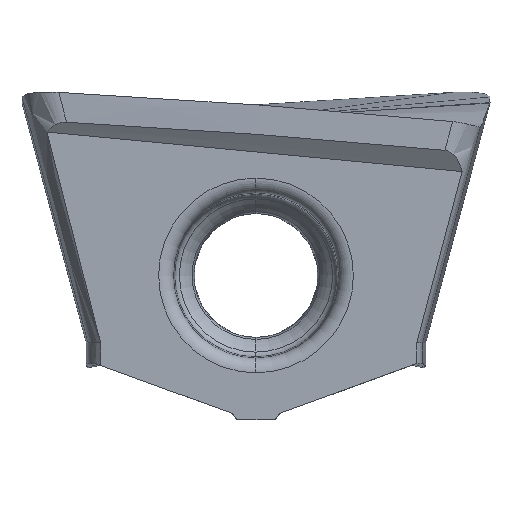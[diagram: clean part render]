
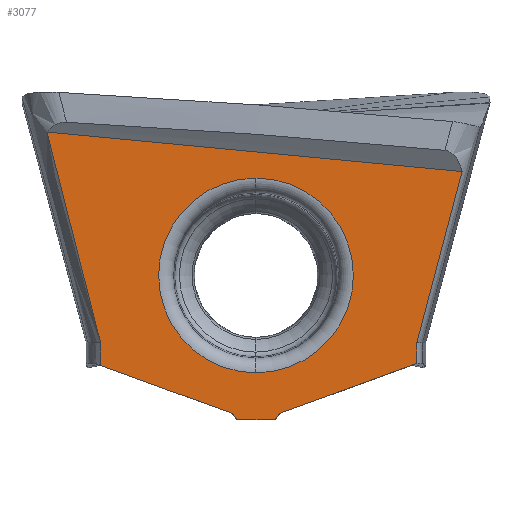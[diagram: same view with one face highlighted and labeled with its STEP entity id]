
A CAD part, front view. The second image highlights one B-rep face of the part: STEP entity #3077.
In plain terms, the highlighted planar face has unit normal (0, -1, 0).
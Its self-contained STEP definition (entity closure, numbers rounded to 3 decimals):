
#530=DIRECTION('',(-0.94,0.,-0.342));
#531=VECTOR('',#530,4.95);
#532=CARTESIAN_POINT('',(5.455,0.,
-2.987));
#533=LINE('',#532,#531);
#537=DIRECTION('',(-0.574,0.,-0.819));
#538=VECTOR('',#537,0.268);
#539=CARTESIAN_POINT('',(0.804,0.,
-4.68));
#540=LINE('',#539,#538);
#544=DIRECTION('',(-1.,0.,0.));
#545=VECTOR('',#544,1.3);
#546=CARTESIAN_POINT('',(0.65,0.,
-4.9));
#547=LINE('',#546,#545);
#551=DIRECTION('',(-0.574,0.,0.819));
#552=VECTOR('',#551,0.268);
#553=CARTESIAN_POINT('',(-0.65,0.,
-4.9));
#554=LINE('',#553,#552);
#558=DIRECTION('',(-0.94,0.,0.342));
#559=VECTOR('',#558,4.756);
#560=CARTESIAN_POINT('',(-0.804,0.,
-4.68));
#561=LINE('',#560,#559);
#565=DIRECTION('',(0.,0.,1.));
#566=VECTOR('',#565,0.774);
#567=CARTESIAN_POINT('',(-5.273,0.,
-3.054));
#568=LINE('',#567,#566);
#572=CARTESIAN_POINT('',(-7.087,0.,
4.865));
#573=CARTESIAN_POINT('',(-6.244,0.,
4.788));
#574=CARTESIAN_POINT('',(-4.574,0.,4.636));
#575=CARTESIAN_POINT('',(-1.976,0.,
4.392));
#576=CARTESIAN_POINT('',(0.288,0.,4.175));
#577=CARTESIAN_POINT('',(2.717,0.,3.939));
#578=CARTESIAN_POINT('',(4.81,0.,3.735));
#579=CARTESIAN_POINT('',(6.269,0.,3.593));
#580=CARTESIAN_POINT('',(6.99,0.,3.524));
#585=DIRECTION('',(0.,0.,-1.));
#586=VECTOR('',#585,0.707);
#587=CARTESIAN_POINT('',(5.455,0.,
-2.28));
#588=LINE('',#587,#586);
#592=CARTESIAN_POINT('',(0.,0.,
0.));
#593=DIRECTION('',(0.,-1.,0.));
#594=DIRECTION('',(0.,0.,1.));
#595=AXIS2_PLACEMENT_3D('',#592,#593,#594);
#600=CARTESIAN_POINT('',(0.,0.,
0.));
#601=DIRECTION('',(0.,-1.,0.));
#602=DIRECTION('',(-0.006,0.,1.));
#603=AXIS2_PLACEMENT_3D('',#600,#601,#602);
#608=CARTESIAN_POINT('',(0.,0.,
0.));
#609=DIRECTION('',(0.,-1.,0.));
#610=DIRECTION('',(0.,0.,-1.));
#611=AXIS2_PLACEMENT_3D('',#608,#609,#610);
#616=CARTESIAN_POINT('',(0.,0.,
0.));
#617=DIRECTION('',(0.,-1.,0.));
#618=DIRECTION('',(0.006,0.,-1.));
#619=AXIS2_PLACEMENT_3D('',#616,#617,#618);
#996=CARTESIAN_POINT('',(-7.087,0.,
4.865));
#997=CARTESIAN_POINT('',(-6.894,0.,
4.1));
#998=CARTESIAN_POINT('',(-6.502,0.,
2.55));
#999=CARTESIAN_POINT('',(-5.897,0.,
0.169));
#1000=CARTESIAN_POINT('',(-5.483,0.,
-1.457));
#1001=CARTESIAN_POINT('',(-5.273,0.,
-2.28));
#1184=CARTESIAN_POINT('',(5.455,0.,
-2.28));
#1185=CARTESIAN_POINT('',(5.627,0.,
-1.634));
#1186=CARTESIAN_POINT('',(5.968,0.,
-0.342));
#1187=CARTESIAN_POINT('',(6.48,0.,
1.593));
#1188=CARTESIAN_POINT('',(6.82,0.,
2.88));
#1189=CARTESIAN_POINT('',(6.99,0.,
3.524));
#2373=CARTESIAN_POINT('',(0.018,0.,
-3.303));
#2374=CARTESIAN_POINT('',(0.,0.,
3.303));
#2375=VERTEX_POINT('',#2373);
#2376=VERTEX_POINT('',#2374);
#2377=CARTESIAN_POINT('',(0.,0.,
-3.303));
#2378=VERTEX_POINT('',#2377);
#2379=CARTESIAN_POINT('',(5.455,0.,
-2.987));
#2380=CARTESIAN_POINT('',(0.804,0.,
-4.68));
#2381=VERTEX_POINT('',#2379);
#2382=VERTEX_POINT('',#2380);
#2383=CARTESIAN_POINT('',(0.65,0.,
-4.9));
#2384=VERTEX_POINT('',#2383);
#2385=CARTESIAN_POINT('',(-0.65,0.,
-4.9));
#2386=VERTEX_POINT('',#2385);
#2387=CARTESIAN_POINT('',(-0.804,0.,
-4.68));
#2388=VERTEX_POINT('',#2387);
#2389=CARTESIAN_POINT('',(-5.273,0.,
-3.054));
#2390=VERTEX_POINT('',#2389);
#2391=CARTESIAN_POINT('',(-5.273,0.,
-2.28));
#2392=VERTEX_POINT('',#2391);
#2393=VERTEX_POINT('',#996);
#2394=VERTEX_POINT('',#580);
#2395=VERTEX_POINT('',#1184);
#2396=CARTESIAN_POINT('',(-0.018,0.,
3.303));
#2397=VERTEX_POINT('',#2396);
#3043=CARTESIAN_POINT('',(0.025,0.,-0.795));
#3044=DIRECTION('',(0.,-1.,0.));
#3045=DIRECTION('',(0.156,0.,0.988));
#3046=AXIS2_PLACEMENT_3D('',#3043,#3044,#3045);
#3047=PLANE('',#3046);
#3049=ORIENTED_EDGE('',*,*,#3048,.T.);
#3050=ORIENTED_EDGE('',*,*,#3005,.T.);
#3051=ORIENTED_EDGE('',*,*,#3037,.T.);
#3052=ORIENTED_EDGE('',*,*,#2961,.T.);
#3054=ORIENTED_EDGE('',*,*,#3053,.T.);
#3056=ORIENTED_EDGE('',*,*,#3055,.T.);
#3058=ORIENTED_EDGE('',*,*,#3057,.F.);
#3060=ORIENTED_EDGE('',*,*,#3059,.T.);
#3062=ORIENTED_EDGE('',*,*,#3061,.F.);
#3064=ORIENTED_EDGE('',*,*,#3063,.T.);
#3065=EDGE_LOOP('',(#3049,#3050,#3051,#3052,#3054,#3056,#3058,#3060,#3062,
#3064));
#3066=FACE_OUTER_BOUND('',#3065,.F.);
#3068=ORIENTED_EDGE('',*,*,#3067,.T.);
#3070=ORIENTED_EDGE('',*,*,#3069,.T.);
#3072=ORIENTED_EDGE('',*,*,#3071,.T.);
#3074=ORIENTED_EDGE('',*,*,#3073,.T.);
#3075=EDGE_LOOP('',(#3068,#3070,#3072,#3074));
#3076=FACE_BOUND('',#3075,.F.);
#581=B_SPLINE_CURVE_WITH_KNOTS('',3,(#572,#573,#574,#575,#576,#577,#578,#579,
#580),.UNSPECIFIED.,.F.,.F.,(4,1,1,1,1,1,4),(0.,0.167,
0.333,0.5,0.667,0.833,1.),
.UNSPECIFIED.);
#596=CIRCLE('',#595,3.303);
#604=CIRCLE('',#603,3.303);
#612=CIRCLE('',#611,3.303);
#620=CIRCLE('',#619,3.303);
#1002=B_SPLINE_CURVE_WITH_KNOTS('',3,(#996,#997,#998,#999,#1000,#1001),
.UNSPECIFIED.,.F.,.F.,(4,1,1,4),(0.,0.333,0.667,1.),
.UNSPECIFIED.);
#1190=B_SPLINE_CURVE_WITH_KNOTS('',3,(#1184,#1185,#1186,#1187,#1188,#1189),
.UNSPECIFIED.,.F.,.F.,(4,1,1,4),(0.,0.333,0.667,1.),
.UNSPECIFIED.);
#2961=EDGE_CURVE('',#2386,#2388,#554,.T.);
#3005=EDGE_CURVE('',#2382,#2384,#540,.T.);
#3037=EDGE_CURVE('',#2384,#2386,#547,.T.);
#3048=EDGE_CURVE('',#2381,#2382,#533,.T.);
#3053=EDGE_CURVE('',#2388,#2390,#561,.T.);
#3055=EDGE_CURVE('',#2390,#2392,#568,.T.);
#3057=EDGE_CURVE('',#2393,#2392,#1002,.T.);
#3059=EDGE_CURVE('',#2393,#2394,#581,.T.);
#3061=EDGE_CURVE('',#2395,#2394,#1190,.T.);
#3063=EDGE_CURVE('',#2395,#2381,#588,.T.);
#3067=EDGE_CURVE('',#2376,#2397,#596,.T.);
#3069=EDGE_CURVE('',#2397,#2378,#604,.T.);
#3071=EDGE_CURVE('',#2378,#2375,#612,.T.);
#3073=EDGE_CURVE('',#2375,#2376,#620,.T.);
#3077=ADVANCED_FACE('',(#3066,#3076),#3047,.T.);
